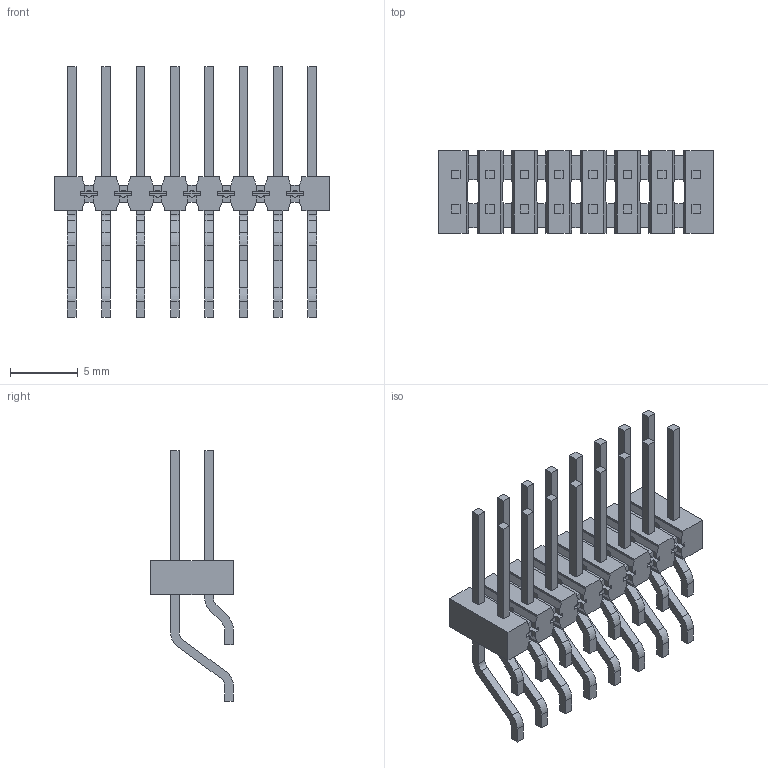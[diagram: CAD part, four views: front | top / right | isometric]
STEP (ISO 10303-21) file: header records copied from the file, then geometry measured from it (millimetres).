
FILE_DESCRIPTION( ( 'STEP AP214' ), ' ' );
FILE_NAME( 'TSM-108-02-T-DH.stp', '2018-03-26T06:20:06', ( '' ), ( '' ), ' ', 'PARTsolutions', ' ' );
FILE_SCHEMA( ( 'AUTOMOTIVE_DESIGN { 1 0 10303 214 1 1 1 1 }' ) );
Length unit declared in the file: inch
Products named in the file (3): TSM-108-02-T-DH; _TSM-108-02-DH_body; _T-1S6-09(-02-8-DH)
Assembly tree (2 placements, depth 2):
  TSM-108-02-T-DH
    _TSM-108-02-DH_body
    _T-1S6-09(-02-8-DH)
Bounding box: 20.32 x 6.1 x 18.54 mm (x, y, z)
Volume: 345.3 mm3; surface area: 1424.7 mm2
Topology: 2 solids, 2 shells, 770 faces, 2188 edges, 1440 vertices
Faces by surface type: plane 678, cylinder 92
Entity records: 30922 total; most frequent: CARTESIAN_POINT 4401, ORIENTED_EDGE 4376, DIRECTION 3918, EDGE_CURVE 2188, LINE 2004, VECTOR 2004, VERTEX_POINT 1440, AXIS2_PLACEMENT_3D 957
